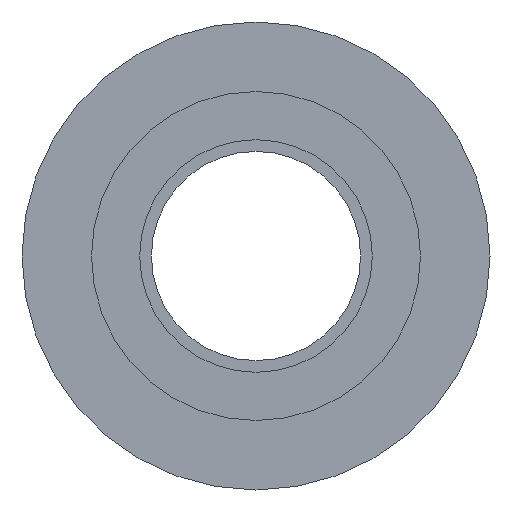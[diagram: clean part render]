
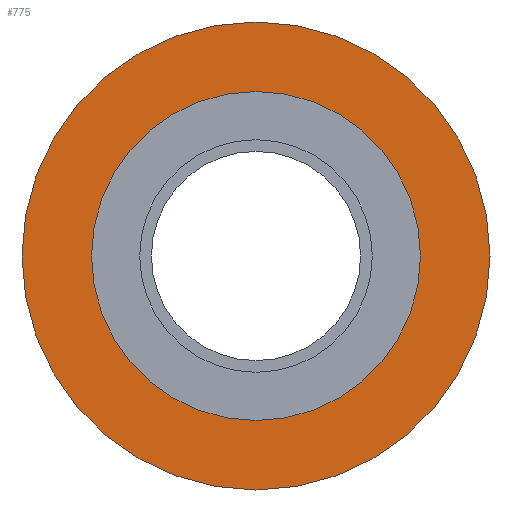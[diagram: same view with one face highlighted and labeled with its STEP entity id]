
A CAD part, left-side view. The second image highlights one B-rep face of the part: STEP entity #775.
In plain terms, the highlighted planar face has unit normal (-1, 0, 0).
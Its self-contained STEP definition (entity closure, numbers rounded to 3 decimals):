
#4 = VERTEX_POINT ( 'NONE', #701 ) ;
#12 = ORIENTED_EDGE ( 'NONE', *, *, #99, .F. ) ;
#33 = DIRECTION ( 'NONE',  ( -1., 0., 0. ) ) ;
#52 = DIRECTION ( 'NONE',  ( 0., 0., -1. ) ) ;
#67 = ORIENTED_EDGE ( 'NONE', *, *, #343, .F. ) ;
#70 = CIRCLE ( 'NONE', #519, 17. ) ;
#93 = CARTESIAN_POINT ( 'NONE',  ( -10.38, 20.365, 0. ) ) ;
#94 = AXIS2_PLACEMENT_3D ( 'NONE', #608, #592, #52 ) ;
#99 = EDGE_CURVE ( 'NONE', #239, #4, #178, .T. ) ;
#113 = DIRECTION ( 'NONE',  ( 0., 0., 1. ) ) ;
#151 = AXIS2_PLACEMENT_3D ( 'NONE', #518, #333, #113 ) ;
#178 = CIRCLE ( 'NONE', #151, 11.95 ) ;
#191 = EDGE_LOOP ( 'NONE', ( #657, #734 ) ) ;
#239 = VERTEX_POINT ( 'NONE', #241 ) ;
#241 = CARTESIAN_POINT ( 'NONE',  ( -10.38, 20.365, -11.95 ) ) ;
#277 = CARTESIAN_POINT ( 'NONE',  ( -10.38, 20.365, 17. ) ) ;
#287 = PLANE ( 'NONE',  #94 ) ;
#294 = AXIS2_PLACEMENT_3D ( 'NONE', #714, #354, #601 ) ;
#333 = DIRECTION ( 'NONE',  ( -1., 0., 0. ) ) ;
#343 = EDGE_CURVE ( 'NONE', #4, #239, #688, .T. ) ;
#354 = DIRECTION ( 'NONE',  ( -1., 0., 0. ) ) ;
#396 = DIRECTION ( 'NONE',  ( -1., 0., 0. ) ) ;
#439 = EDGE_CURVE ( 'NONE', #746, #783, #70, .T. ) ;
#443 = CIRCLE ( 'NONE', #545, 17. ) ;
#482 = EDGE_LOOP ( 'NONE', ( #67, #12 ) ) ;
#518 = CARTESIAN_POINT ( 'NONE',  ( -10.38, 20.365, 0. ) ) ;
#519 = AXIS2_PLACEMENT_3D ( 'NONE', #785, #33, #521 ) ;
#521 = DIRECTION ( 'NONE',  ( 0., 0., 1. ) ) ;
#533 = FACE_OUTER_BOUND ( 'NONE', #191, .T. ) ;
#545 = AXIS2_PLACEMENT_3D ( 'NONE', #93, #396, #705 ) ;
#592 = DIRECTION ( 'NONE',  ( 1., 0., 0. ) ) ;
#601 = DIRECTION ( 'NONE',  ( 0., 0., 1. ) ) ;
#608 = CARTESIAN_POINT ( 'NONE',  ( -10.38, 37.365, 0. ) ) ;
#657 = ORIENTED_EDGE ( 'NONE', *, *, #696, .T. ) ;
#688 = CIRCLE ( 'NONE', #294, 11.95 ) ;
#696 = EDGE_CURVE ( 'NONE', #783, #746, #443, .T. ) ;
#701 = CARTESIAN_POINT ( 'NONE',  ( -10.38, 20.365, 11.95 ) ) ;
#705 = DIRECTION ( 'NONE',  ( 0., 0., 1. ) ) ;
#714 = CARTESIAN_POINT ( 'NONE',  ( -10.38, 20.365, 0. ) ) ;
#734 = ORIENTED_EDGE ( 'NONE', *, *, #439, .T. ) ;
#746 = VERTEX_POINT ( 'NONE', #786 ) ;
#775 = ADVANCED_FACE ( 'NONE', ( #776, #533 ), #287, .F. ) ;
#776 = FACE_BOUND ( 'NONE', #482, .T. ) ;
#783 = VERTEX_POINT ( 'NONE', #277 ) ;
#785 = CARTESIAN_POINT ( 'NONE',  ( -10.38, 20.365, 0. ) ) ;
#786 = CARTESIAN_POINT ( 'NONE',  ( -10.38, 20.365, -17. ) ) ;
